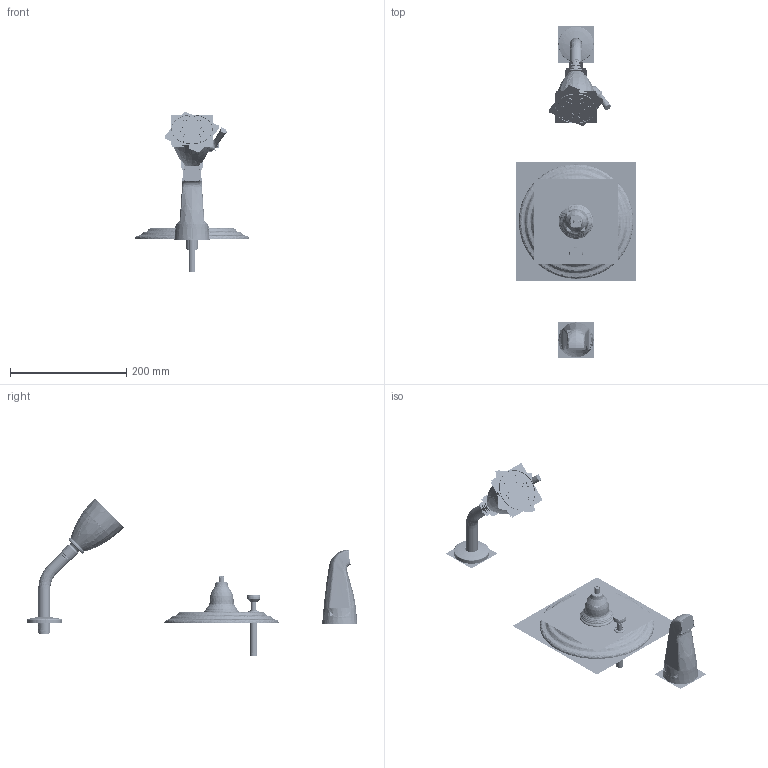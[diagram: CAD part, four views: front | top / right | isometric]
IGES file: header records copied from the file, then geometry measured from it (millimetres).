
Start section:  PTC IGES file: 3-7002.igs
Global section: file name: 3-7002.igs; native system: Pro/ENGINEER by Parametric Technology Corporation; preprocessor: 2009300; author: project; organization: Unknown; date: 20101208.114411; units: inch
Bounding box: 204.72 x 570.8 x 276.3 mm (x, y, z)
Volume: 531785.2 mm3; surface area: 8845615.9 mm2
Topology: 38 solids, 55 shells, 5296 faces, 31652 edges, 43116 vertices
Faces by surface type: bspline 2554, revolution 2482, extrusion 260
